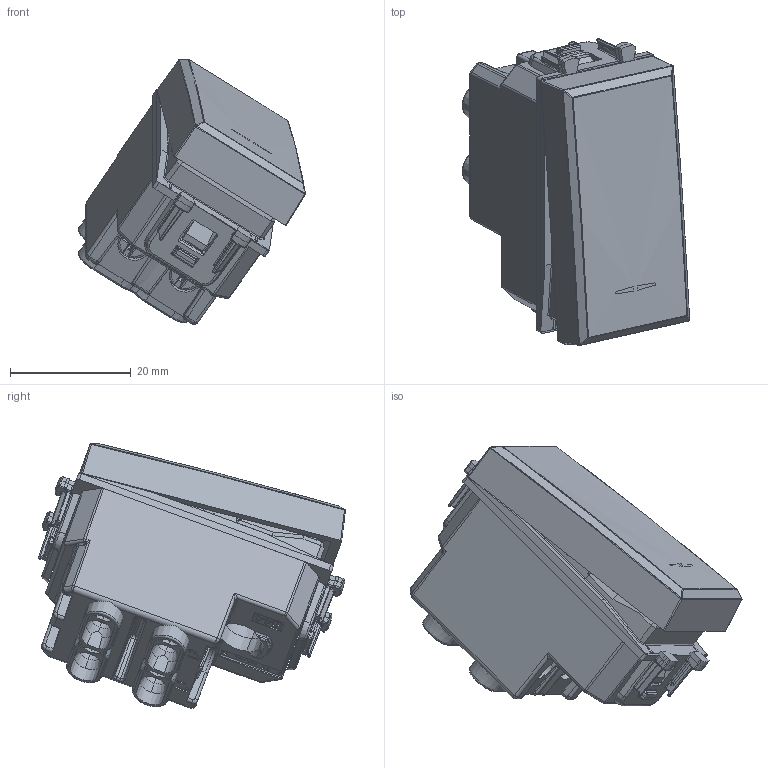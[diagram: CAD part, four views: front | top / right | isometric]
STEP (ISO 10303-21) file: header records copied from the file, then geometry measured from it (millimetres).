
FILE_DESCRIPTION(('CATIA V5 STEP Exchange'),'2;1');
FILE_NAME('445005_2P.stp','2024-03-19T11:06:42+00:00',('none'),('none'),'CATIA Version 5-6 Release 2016 SP6','CATIA V5 STEP AP203','none');
FILE_SCHEMA(('CONFIG_CONTROL_DESIGN'));
Length unit declared in the file: millimetre
Products named in the file (1): STEP
Assembly tree (17 placements, depth 2):
  STEP
    #57
    #39609
    #90258
    #124523  x2
    #126124  x2
    #127811  x4
    #129724  x4
    #130668
    #138920
Bounding box: 37.59 x 50.77 x 43.83 mm (x, y, z)
Volume: 16072.9 mm3; surface area: 25392.7 mm2
Topology: 20 solids, 20 shells, 4726 faces, 12664 edges, 7861 vertices
Faces by surface type: plane 2422, cylinder 1262, bspline 465, cone 246, torus 167, sphere 120, extrusion 36, revolution 8
Entity records: 168060 total; most frequent: CARTESIAN_POINT 71905, ORIENTED_EDGE 23070, DIRECTION 14376, EDGE_CURVE 11535, VERTEX_POINT 7226, VECTOR 6452, LINE 6416, AXIS2_PLACEMENT_3D 4687
